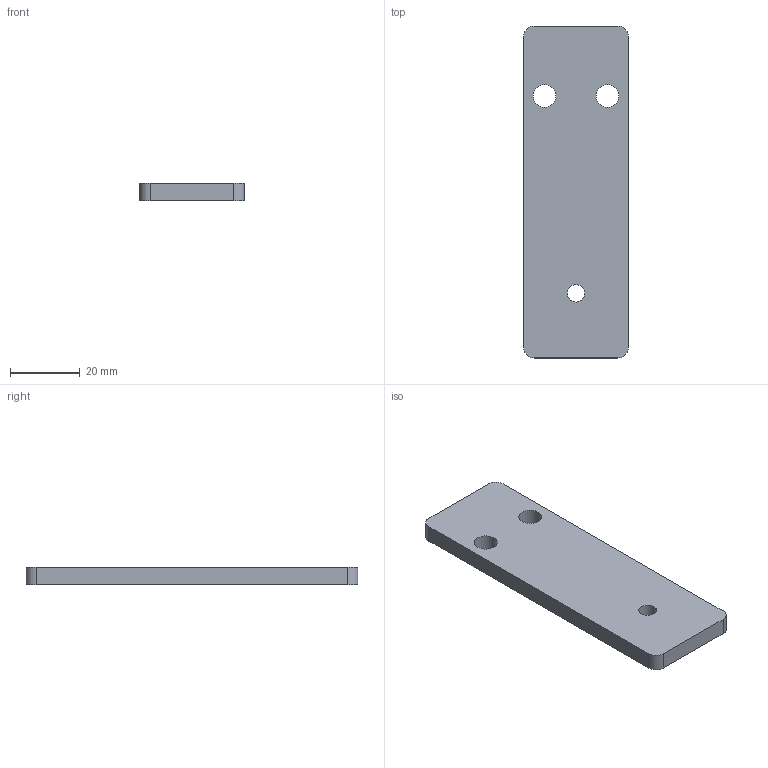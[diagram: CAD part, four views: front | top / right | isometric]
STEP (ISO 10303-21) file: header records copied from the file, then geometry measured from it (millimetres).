
FILE_DESCRIPTION(/* description */ ('PIATTO FISSAGGIO PANNELLO SMONTABILE'),/* implementation_level */ '2;1');
FILE_NAME(/* name */ 'DPSXX0000985.stp',/* time_stamp */ '2018-06-18T17:54:47+02:00',/* author */ ('fzagni'),/* organization */ (''),/* preprocessor_version */ 'ST-DEVELOPER v16.1',/* originating_system */ 'Autodesk Inventor 2016',/* authorisation */ '');
FILE_SCHEMA (('AUTOMOTIVE_DESIGN { 1 0 10303 214 3 1 1 }'));
Length unit declared in the file: millimetre
Products named in the file (1): 27.227.00
Bounding box: 30 x 95 x 5 mm (x, y, z)
Volume: 13781.4 mm3; surface area: 7019.5 mm2
Topology: 1 solids, 1 shells, 13 faces, 33 edges, 22 vertices
Faces by surface type: cylinder 7, plane 6
Full cylindrical faces by diameter (mm): 5 x1, 6.5 x2
Entity records: 430 total; most frequent: DIRECTION 72, CARTESIAN_POINT 66, ORIENTED_EDGE 60, EDGE_CURVE 30, AXIS2_PLACEMENT_3D 28, EDGE_LOOP 22, VERTEX_POINT 22, LINE 16
